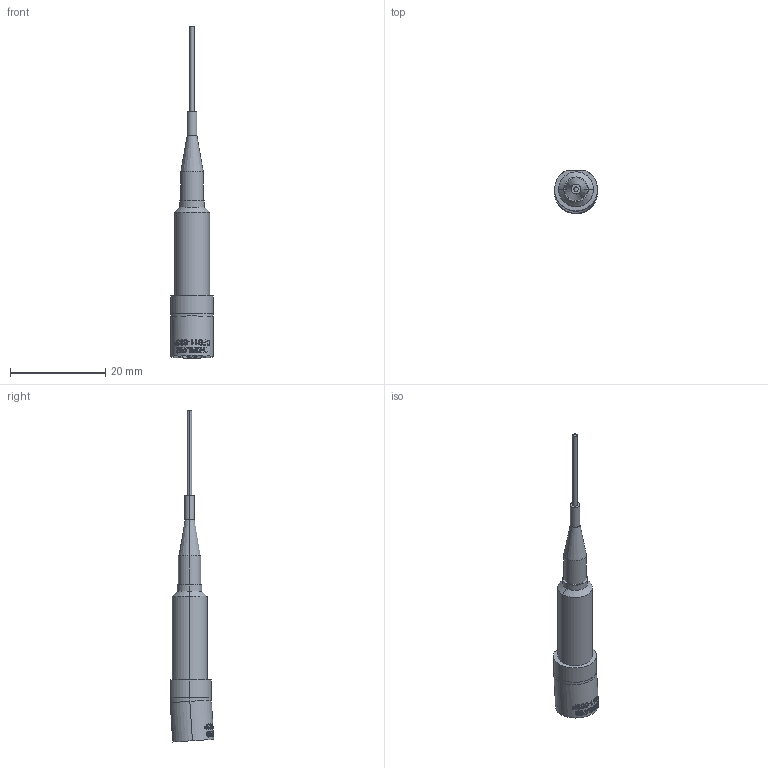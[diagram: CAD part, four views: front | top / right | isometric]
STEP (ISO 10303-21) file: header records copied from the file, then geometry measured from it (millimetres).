
FILE_DESCRIPTION (( 'STEP AP203' ), '1' );
FILE_NAME ('TTN155844-E0W.STEP', '2021-03-17T19:02:13', ( '' ), ( '' ), 'SwSTEP 2.0', 'SolidWorks 2018', '' );
FILE_SCHEMA (( 'CONFIG_CONTROL_DESIGN' ));
Length unit declared in the file: millimetre
Products named in the file (1): TTN155844-E0W
Bounding box: 9.02 x 9.16 x 69.65 mm (x, y, z)
Volume: 1233 mm3; surface area: 2931.3 mm2
Topology: 9 solids, 9 shells, 162 faces, 577 edges, 458 vertices
Faces by surface type: cylinder 105, plane 40, cone 11, torus 2, bspline 2, sphere 2
Entity records: 8744 total; most frequent: CARTESIAN_POINT 3720, ORIENTED_EDGE 1150, DIRECTION 886, EDGE_CURVE 575, VERTEX_POINT 458, AXIS2_PLACEMENT_3D 352, EDGE_LOOP 219, B_SPLINE_CURVE_WITH_KNOTS 191
